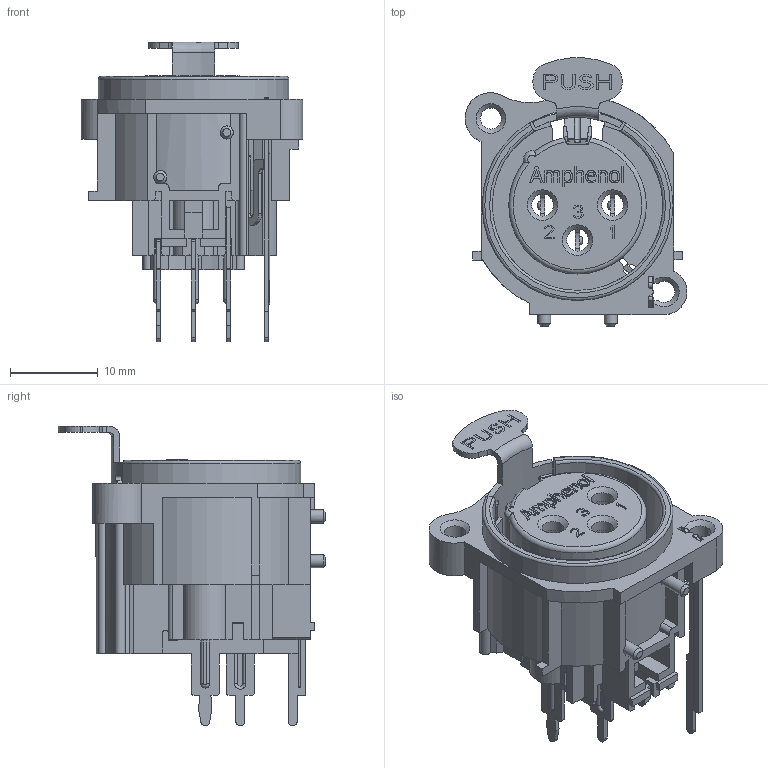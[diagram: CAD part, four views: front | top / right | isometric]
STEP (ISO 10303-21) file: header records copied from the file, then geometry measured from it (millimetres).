
FILE_DESCRIPTION((''),'2;1');
FILE_NAME('AC3FAV2-AU-PRE.stp','2016-05-18T11:05:22',('minh'),(''),'Autodesk Inventor 2012','Autodesk Inventor 2012','');
FILE_SCHEMA(('AUTOMOTIVE_DESIGN { 1 0 10303 214 1 1 1 1 }'));
Length unit declared in the file: inch
Products named in the file (1): AC3FAV2-AU-PRE_Shrinkwrap_1
Bounding box: 25.35 x 30.62 x 34.2 mm (x, y, z)
Surface area: 7194.1 mm2 (no closed solid volume)
Topology: 0 solids, 33 shells, 507 faces, 2510 edges, 1987 vertices
Faces by surface type: plane 344, cylinder 127, bspline 13, torus 12, cone 7, sphere 4
Full cylindrical faces by diameter (mm): 1.5 x2, 2.4 x1, 2.5 x3
Entity records: 26714 total; most frequent: CARTESIAN_POINT 6595, DIRECTION 3745, ORIENTED_EDGE 3705, EDGE_CURVE 2494, VERTEX_POINT 1984, VECTOR 1899, LINE 1899, AXIS2_PLACEMENT_3D 923
